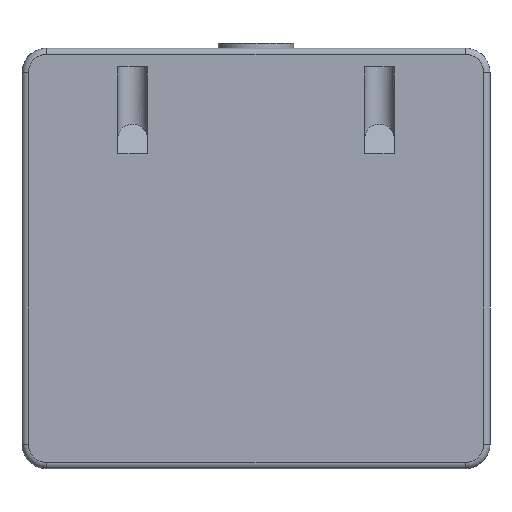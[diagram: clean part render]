
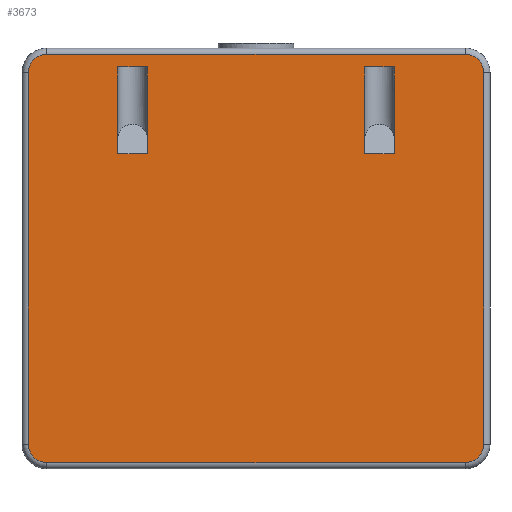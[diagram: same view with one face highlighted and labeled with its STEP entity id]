
A CAD part, front view. The second image highlights one B-rep face of the part: STEP entity #3673.
In plain terms, the highlighted planar face has unit normal (0, -1, 0).
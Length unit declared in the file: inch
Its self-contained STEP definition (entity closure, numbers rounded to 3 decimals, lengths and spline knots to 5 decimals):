
#102=FACE_BOUND('',#643,.T.);
#103=FACE_BOUND('',#644,.T.);
#228=PLANE('',#4010);
#424=FACE_OUTER_BOUND('',#642,.T.);
#642=EDGE_LOOP('',(#3454,#3455,#3456,#3457,#3458,#3459,#3460,#3461));
#643=EDGE_LOOP('',(#3462,#3463,#3464,#3465));
#644=EDGE_LOOP('',(#3466,#3467,#3468,#3469));
#710=LINE('',#5223,#1095);
#715=LINE('',#5234,#1100);
#717=LINE('',#5242,#1102);
#722=LINE('',#5254,#1107);
#725=LINE('',#5259,#1110);
#726=LINE('',#5261,#1111);
#727=LINE('',#5263,#1112);
#728=LINE('',#5265,#1113);
#814=LINE('',#5492,#1199);
#817=LINE('',#5507,#1202);
#819=LINE('',#5519,#1204);
#820=LINE('',#5528,#1205);
#1095=VECTOR('',#4138,0.3937);
#1100=VECTOR('',#4149,0.3937);
#1102=VECTOR('',#4155,0.3937);
#1107=VECTOR('',#4166,0.3937);
#1110=VECTOR('',#4171,0.3937);
#1111=VECTOR('',#4174,0.3937);
#1112=VECTOR('',#4177,0.3937);
#1113=VECTOR('',#4180,0.3937);
#1199=VECTOR('',#4400,0.3937);
#1202=VECTOR('',#4417,0.3937);
#1204=VECTOR('',#4431,0.3937);
#1205=VECTOR('',#4444,0.3937);
#1454=CIRCLE('',#3789,0.187);
#1458=CIRCLE('',#3795,0.187);
#1462=CIRCLE('',#3801,0.187);
#1465=CIRCLE('',#3806,0.187);
#1609=VERTEX_POINT('',#5220);
#1610=VERTEX_POINT('',#5222);
#1613=VERTEX_POINT('',#5232);
#1616=VERTEX_POINT('',#5239);
#1617=VERTEX_POINT('',#5241);
#1620=VERTEX_POINT('',#5251);
#1621=VERTEX_POINT('',#5253);
#1622=VERTEX_POINT('',#5257);
#1695=VERTEX_POINT('',#5489);
#1696=VERTEX_POINT('',#5491);
#1698=VERTEX_POINT('',#5497);
#1700=VERTEX_POINT('',#5503);
#1702=VERTEX_POINT('',#5509);
#1704=VERTEX_POINT('',#5515);
#1706=VERTEX_POINT('',#5521);
#1707=VERTEX_POINT('',#5526);
#1973=EDGE_CURVE('',#1610,#1609,#710,.T.);
#1979=EDGE_CURVE('',#1609,#1613,#715,.T.);
#1982=EDGE_CURVE('',#1616,#1617,#717,.T.);
#1988=EDGE_CURVE('',#1621,#1620,#722,.T.);
#1991=EDGE_CURVE('',#1622,#1613,#725,.T.);
#1992=EDGE_CURVE('',#1622,#1610,#726,.T.);
#1993=EDGE_CURVE('',#1616,#1621,#727,.T.);
#1994=EDGE_CURVE('',#1620,#1617,#728,.T.);
#2105=EDGE_CURVE('',#1695,#1696,#814,.T.);
#2110=EDGE_CURVE('',#1696,#1698,#1454,.T.);
#2113=EDGE_CURVE('',#1698,#1700,#817,.T.);
#2116=EDGE_CURVE('',#1700,#1702,#1458,.T.);
#2119=EDGE_CURVE('',#1702,#1704,#819,.T.);
#2122=EDGE_CURVE('',#1704,#1706,#1462,.T.);
#2124=EDGE_CURVE('',#1706,#1707,#820,.T.);
#2126=EDGE_CURVE('',#1707,#1695,#1465,.T.);
#3454=ORIENTED_EDGE('',*,*,#2105,.F.);
#3455=ORIENTED_EDGE('',*,*,#2126,.F.);
#3456=ORIENTED_EDGE('',*,*,#2124,.F.);
#3457=ORIENTED_EDGE('',*,*,#2122,.F.);
#3458=ORIENTED_EDGE('',*,*,#2119,.F.);
#3459=ORIENTED_EDGE('',*,*,#2116,.F.);
#3460=ORIENTED_EDGE('',*,*,#2113,.F.);
#3461=ORIENTED_EDGE('',*,*,#2110,.F.);
#3462=ORIENTED_EDGE('',*,*,#1992,.T.);
#3463=ORIENTED_EDGE('',*,*,#1973,.T.);
#3464=ORIENTED_EDGE('',*,*,#1979,.T.);
#3465=ORIENTED_EDGE('',*,*,#1991,.F.);
#3466=ORIENTED_EDGE('',*,*,#1993,.T.);
#3467=ORIENTED_EDGE('',*,*,#1988,.T.);
#3468=ORIENTED_EDGE('',*,*,#1994,.T.);
#3469=ORIENTED_EDGE('',*,*,#1982,.F.);
#3673=ADVANCED_FACE('',(#424,#102,#103),#228,.F.);
#3789=AXIS2_PLACEMENT_3D('',#5501,#4410,#4411);
#3795=AXIS2_PLACEMENT_3D('',#5513,#4424,#4425);
#3801=AXIS2_PLACEMENT_3D('',#5524,#4438,#4439);
#3806=AXIS2_PLACEMENT_3D('',#5531,#4449,#4450);
#4010=AXIS2_PLACEMENT_3D('',#6134,#5066,#5067);
#4138=DIRECTION('',(1.,0.,0.));
#4149=DIRECTION('',(0.,0.,-1.));
#4155=DIRECTION('',(1.,0.,0.));
#4166=DIRECTION('',(1.,0.,0.));
#4171=DIRECTION('',(1.,0.,0.));
#4174=DIRECTION('',(0.,0.,1.));
#4177=DIRECTION('',(0.,0.,1.));
#4180=DIRECTION('',(0.,0.,-1.));
#4400=DIRECTION('',(0.,0.,-1.));
#4410=DIRECTION('center_axis',(0.,1.,0.));
#4411=DIRECTION('ref_axis',(0.707,0.,-0.707));
#4417=DIRECTION('',(-1.,0.,0.));
#4424=DIRECTION('center_axis',(0.,1.,0.));
#4425=DIRECTION('ref_axis',(-0.707,0.,-0.707));
#4431=DIRECTION('',(0.,0.,1.));
#4438=DIRECTION('center_axis',(0.,1.,0.));
#4439=DIRECTION('ref_axis',(-0.707,0.,0.707));
#4444=DIRECTION('',(1.,0.,0.));
#4449=DIRECTION('center_axis',(0.,1.,0.));
#4450=DIRECTION('ref_axis',(0.707,0.,0.707));
#5066=DIRECTION('center_axis',(0.,1.,0.));
#5067=DIRECTION('ref_axis',(1.,0.,0.));
#5220=CARTESIAN_POINT('',(1.15652,0.,0.11442));
#5222=CARTESIAN_POINT('',(0.85652,0.,0.11442));
#5223=CARTESIAN_POINT('',(1.5547,0.,0.11442));
#5232=CARTESIAN_POINT('',(1.15652,0.,-0.76558));
#5234=CARTESIAN_POINT('',(1.15652,0.,-0.86025));
#5239=CARTESIAN_POINT('',(3.35652,0.,-0.76558));
#5241=CARTESIAN_POINT('',(3.65652,0.,-0.76558));
#5242=CARTESIAN_POINT('',(2.9547,0.,-0.76558));
#5251=CARTESIAN_POINT('',(3.65652,0.,0.11442));
#5253=CARTESIAN_POINT('',(3.35652,0.,0.11442));
#5254=CARTESIAN_POINT('',(2.8047,0.,0.11442));
#5257=CARTESIAN_POINT('',(0.85652,0.,-0.76558));
#5259=CARTESIAN_POINT('',(1.7047,0.,-0.76558));
#5261=CARTESIAN_POINT('',(0.85652,0.,-1.15025));
#5263=CARTESIAN_POINT('',(3.35652,0.,-1.15025));
#5265=CARTESIAN_POINT('',(3.65652,0.,-0.86025));
#5489=CARTESIAN_POINT('',(4.56352,0.,0.05442));
#5491=CARTESIAN_POINT('',(4.56352,0.,-3.70558));
#5492=CARTESIAN_POINT('',(4.56352,0.,-0.89025));
#5497=CARTESIAN_POINT('',(4.37652,0.,-3.89258));
#5501=CARTESIAN_POINT('Origin',(4.37652,0.,-3.70558));
#5503=CARTESIAN_POINT('',(0.13652,0.,-3.89258));
#5507=CARTESIAN_POINT('',(3.3147,0.,-3.89258));
#5509=CARTESIAN_POINT('',(-0.05048,0.,-3.70558));
#5513=CARTESIAN_POINT('Origin',(0.13652,0.,-3.70558));
#5515=CARTESIAN_POINT('',(-0.05048,0.,0.05442));
#5519=CARTESIAN_POINT('',(-0.05048,0.,-2.77025));
#5521=CARTESIAN_POINT('',(0.13652,0.,0.24142));
#5524=CARTESIAN_POINT('Origin',(0.13652,0.,0.05442));
#5526=CARTESIAN_POINT('',(4.37652,0.,0.24142));
#5528=CARTESIAN_POINT('',(1.1947,0.,0.24142));
#5531=CARTESIAN_POINT('Origin',(4.37652,0.,0.05442));
#6134=CARTESIAN_POINT('Origin',(2.25289,0.,-1.83492));
